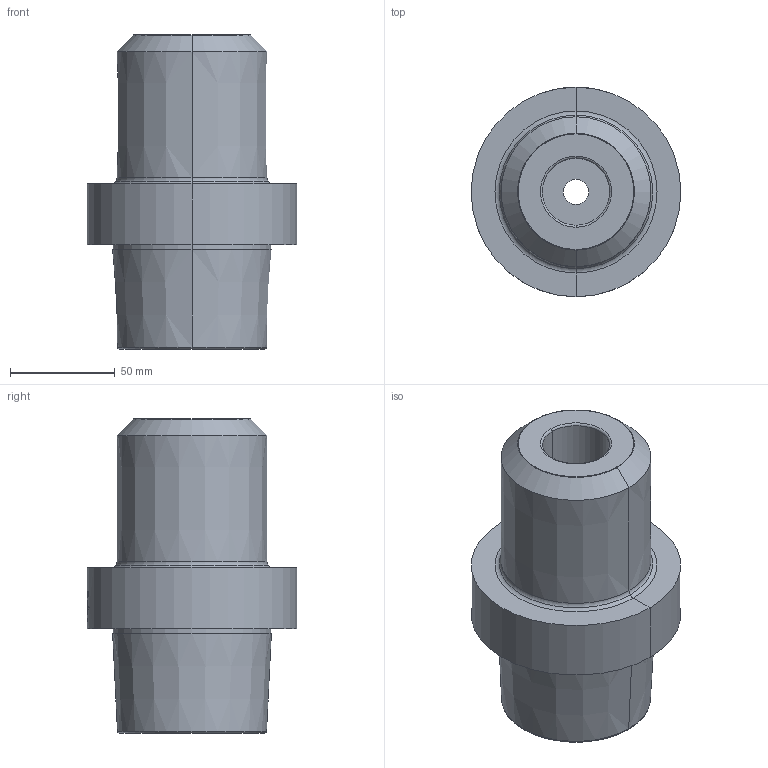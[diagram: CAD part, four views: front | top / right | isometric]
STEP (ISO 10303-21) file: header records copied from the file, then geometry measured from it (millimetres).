
FILE_DESCRIPTION((''),'2;1');
FILE_NAME('285801-000-00-CD1','2012-04-27T',('schmiedtm'),(''),'PRO/ENGINEER BY PARAMETRIC TECHNOLOGY CORPORATION, 2011220','PRO/ENGINEER BY PARAMETRIC TECHNOLOGY CORPORATION, 2011220','');
FILE_SCHEMA(('AUTOMOTIVE_DESIGN_CC2 { 1 2 10303 214 -1 1 5 2 }'));
Length unit declared in the file: millimetre
Products named in the file (1): 285801-000-00-CD1
Bounding box: 100 x 100 x 149.9 mm (x, y, z)
Volume: 500689.6 mm3; surface area: 70687.7 mm2
Topology: 1 solids, 1 shells, 951 faces, 2788 edges, 1884 vertices
Faces by surface type: plane 846, cylinder 64, torus 18, cone 16, extrusion 7
Entity records: 40172 total; most frequent: CARTESIAN_POINT 8524, ORIENTED_EDGE 5344, DIRECTION 3705, PRESENTATION_STYLE_ASSIGNMENT 2825, STYLED_ITEM 2799, CURVE_STYLE 2795, EDGE_CURVE 2672, VERTEX_POINT 1768
